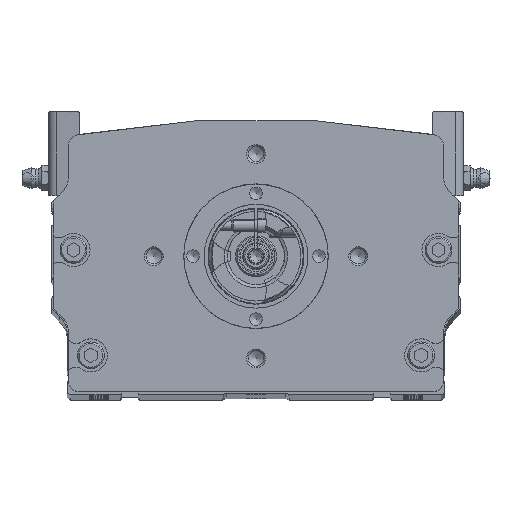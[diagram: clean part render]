
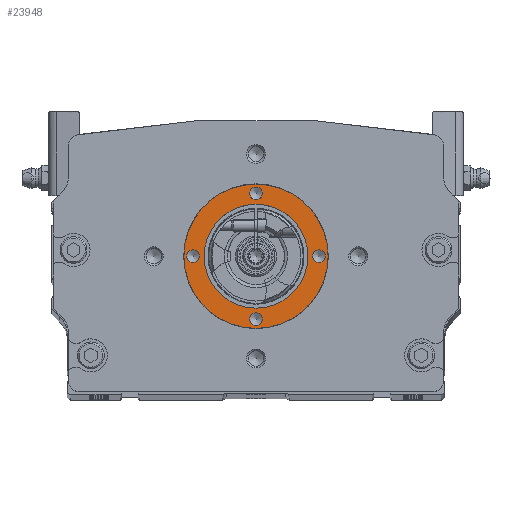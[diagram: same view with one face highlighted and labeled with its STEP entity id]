
A CAD part, top view. The second image highlights one B-rep face of the part: STEP entity #23948.
In plain terms, the highlighted planar face has unit normal (0, 0, 1).
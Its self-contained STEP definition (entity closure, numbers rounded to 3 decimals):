
#1073=CIRCLE('',#25543,16.5);
#1074=CIRCLE('',#25545,22.929);
#1075=CIRCLE('',#25546,2.);
#1076=CIRCLE('',#25547,2.);
#1077=CIRCLE('',#25548,2.);
#1078=CIRCLE('',#25549,2.);
#4047=ORIENTED_EDGE('',*,*,#8865,.F.);
#4048=ORIENTED_EDGE('',*,*,#8866,.F.);
#4049=ORIENTED_EDGE('',*,*,#8867,.T.);
#4050=ORIENTED_EDGE('',*,*,#8868,.T.);
#4051=ORIENTED_EDGE('',*,*,#8869,.T.);
#4052=ORIENTED_EDGE('',*,*,#8864,.T.);
#8864=EDGE_CURVE('',#11390,#11390,#1073,.T.);
#8865=EDGE_CURVE('',#11391,#11391,#1074,.T.);
#8866=EDGE_CURVE('',#11392,#11392,#1075,.F.);
#8867=EDGE_CURVE('',#11393,#11393,#1076,.T.);
#8868=EDGE_CURVE('',#11394,#11394,#1077,.T.);
#8869=EDGE_CURVE('',#11395,#11395,#1078,.T.);
#11390=VERTEX_POINT('',#35889);
#11391=VERTEX_POINT('',#35892);
#11392=VERTEX_POINT('',#35894);
#11393=VERTEX_POINT('',#35896);
#11394=VERTEX_POINT('',#35898);
#11395=VERTEX_POINT('',#35900);
#15809=EDGE_LOOP('',(#4047));
#15810=EDGE_LOOP('',(#4048));
#15811=EDGE_LOOP('',(#4049));
#15812=EDGE_LOOP('',(#4050));
#15813=EDGE_LOOP('',(#4051));
#15814=EDGE_LOOP('',(#4052));
#17352=FACE_BOUND('',#15809,.T.);
#17353=FACE_BOUND('',#15810,.T.);
#17354=FACE_BOUND('',#15811,.T.);
#17355=FACE_BOUND('',#15812,.T.);
#17356=FACE_BOUND('',#15813,.T.);
#17357=FACE_BOUND('',#15814,.T.);
#18754=PLANE('',#25544);
#23948=ADVANCED_FACE('',(#17352,#17353,#17354,#17355,#17356,#17357),#18754,
 .F.);
#25543=AXIS2_PLACEMENT_3D('',#35888,#29326,#29327);
#25544=AXIS2_PLACEMENT_3D('',#35890,#29328,#29329);
#25545=AXIS2_PLACEMENT_3D('',#35891,#29330,#29331);
#25546=AXIS2_PLACEMENT_3D('',#35893,#29332,#29333);
#25547=AXIS2_PLACEMENT_3D('',#35895,#29334,#29335);
#25548=AXIS2_PLACEMENT_3D('',#35897,#29336,#29337);
#25549=AXIS2_PLACEMENT_3D('',#35899,#29338,#29339);
#29326=DIRECTION('',(0.,0.,-1.));
#29327=DIRECTION('',(-1.,0.,0.));
#29328=DIRECTION('',(0.,0.,-1.));
#29329=DIRECTION('',(-1.,0.,0.));
#29330=DIRECTION('',(0.,0.,-1.));
#29331=DIRECTION('',(-1.,0.,0.));
#29332=DIRECTION('',(0.,0.,-1.));
#29333=DIRECTION('',(-1.,0.,0.));
#29334=DIRECTION('',(0.,0.,-1.));
#29335=DIRECTION('',(-1.,0.,0.));
#29336=DIRECTION('',(0.,0.,-1.));
#29337=DIRECTION('',(-1.,0.,0.));
#29338=DIRECTION('',(0.,0.,-1.));
#29339=DIRECTION('',(-1.,0.,0.));
#35888=CARTESIAN_POINT('',(0.,44.,34.));
#35889=CARTESIAN_POINT('',(-16.5,44.,34.));
#35890=CARTESIAN_POINT('',(0.,60.5,34.));
#35891=CARTESIAN_POINT('',(0.,44.,34.));
#35892=CARTESIAN_POINT('',(-22.929,44.,34.));
#35893=CARTESIAN_POINT('',(0.,64.,34.));
#35894=CARTESIAN_POINT('',(-2.,64.,34.));
#35895=CARTESIAN_POINT('',(20.,44.,34.));
#35896=CARTESIAN_POINT('',(18.,44.,34.));
#35897=CARTESIAN_POINT('',(0.,24.,34.));
#35898=CARTESIAN_POINT('',(-2.,24.,34.));
#35899=CARTESIAN_POINT('',(-20.,44.,34.));
#35900=CARTESIAN_POINT('',(-22.,44.,34.));
